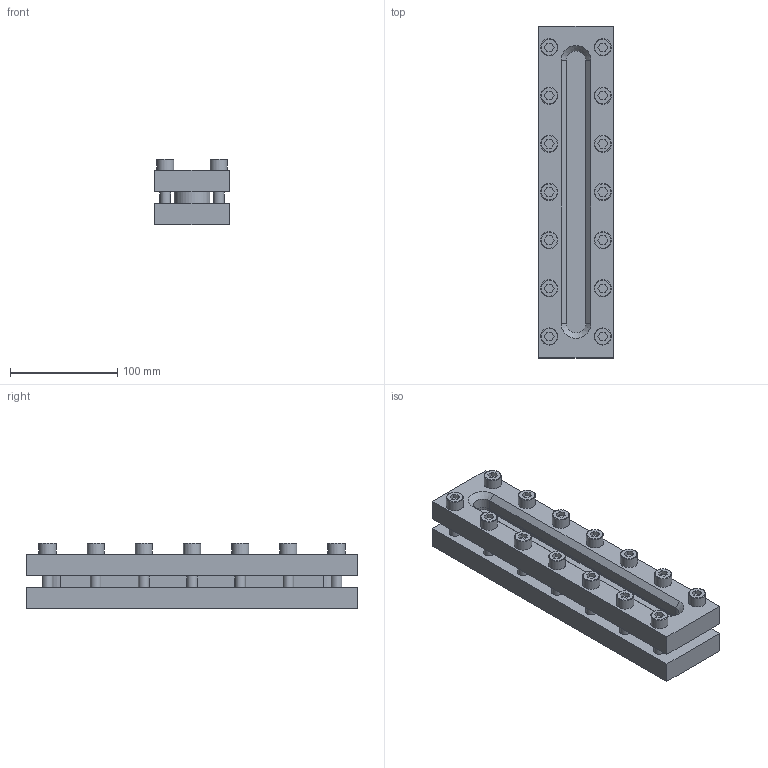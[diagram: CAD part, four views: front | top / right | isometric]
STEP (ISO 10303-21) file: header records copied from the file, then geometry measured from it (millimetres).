
FILE_DESCRIPTION(('HOOPS Exchange Step'),'2;1');
FILE_NAME('BS03_L310.stp','2025-11-27T13:05:13+01:00',('nieru'),('Unknown organisation'),'HOOPS Exchange 2024.2','HOOPS Exchange','Unknown authorisation');
FILE_SCHEMA( ('AP203_CONFIGURATION_CONTROLLED_3D_DESIGN_OF_MECHANICAL_PARTS_AND_ASSEMBLIES_MIM_LF') );
Length unit declared in the file: millimetre
Products named in the file (3): 0; root
Assembly tree (2 placements, depth 3):
  root
    0
      0
Bounding box: 70 x 310 x 61 mm (x, y, z)
Volume: 818286.1 mm3; surface area: 216507.8 mm2
Topology: 19 solids, 19 shells, 350 faces, 929 edges, 648 vertices
Faces by surface type: plane 188, cylinder 86, cone 44, torus 32
Full cylindrical faces by diameter (mm): 8.5 x14, 10 x14, 11 x14, 16 x14
Entity records: 13867 total; most frequent: CARTESIAN_POINT 4766, DIRECTION 1937, ORIENTED_EDGE 1802, EDGE_CURVE 901, AXIS2_PLACEMENT_3D 743, VERTEX_POINT 648, VECTOR 451, LINE 451
